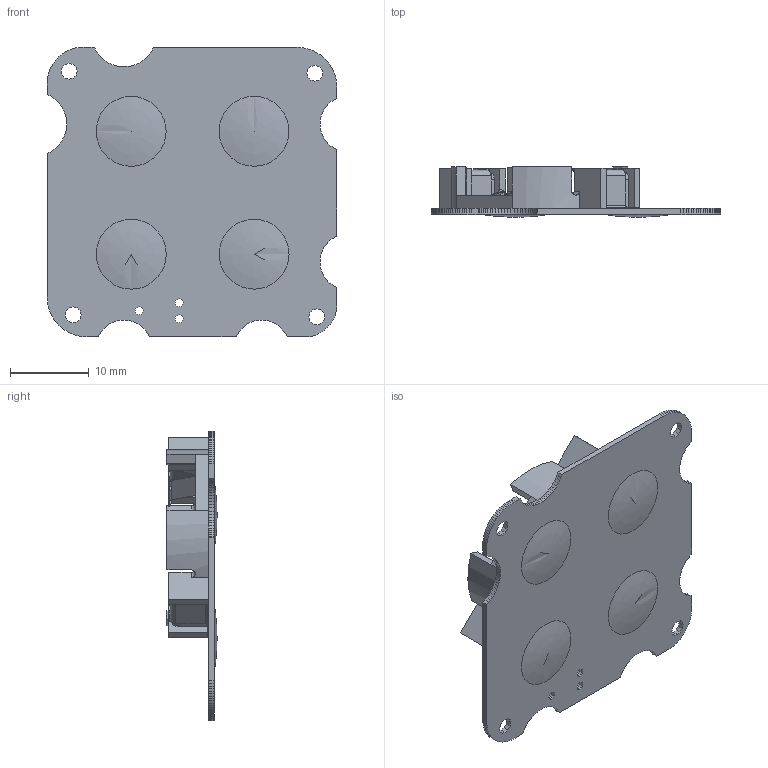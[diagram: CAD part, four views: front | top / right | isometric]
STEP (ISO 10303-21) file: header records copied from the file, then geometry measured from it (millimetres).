
FILE_DESCRIPTION(/* description */ (''),/* implementation_level */ '2;1');
FILE_NAME(/* name */ 'Eagle PCB rev 21.stp',/* time_stamp */ '2015-08-21T12:20:58-07:00',/* author */ ('Sam Clay'),/* organization */ (''),/* preprocessor_version */ 'ST-DEVELOPER v16.1',/* originating_system */ 'Autodesk Inventor 2016',/* authorisation */ '');
FILE_SCHEMA (('AUTOMOTIVE_DESIGN { 1 0 10303 214 3 1 1 }'));
Length unit declared in the file: inch
Products named in the file (1): Eagle PCB rev 21
Bounding box: 36.83 x 6.37 x 36.86 mm (x, y, z)
Volume: 1791.9 mm3; surface area: 4808 mm2
Topology: 8 solids, 8 shells, 617 faces, 2195 edges, 1970 vertices
Faces by surface type: plane 534, cylinder 67, sphere 6, bspline 6, torus 4
Entity records: 23283 total; most frequent: CARTESIAN_POINT 5175, ORIENTED_EDGE 3592, DIRECTION 3552, LINE 1996, VECTOR 1996, EDGE_CURVE 1796, VERTEX_POINT 1197, AXIS2_PLACEMENT_3D 778
